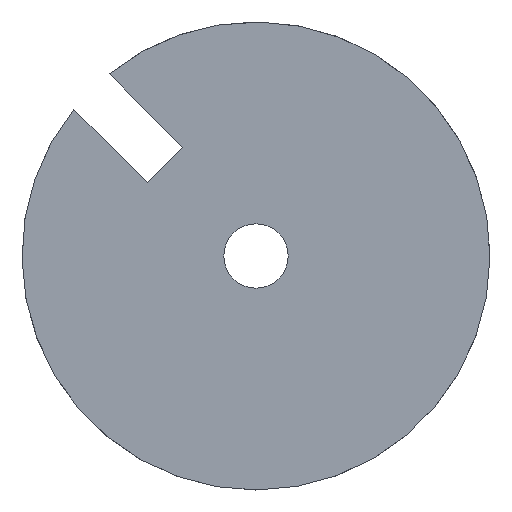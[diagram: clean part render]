
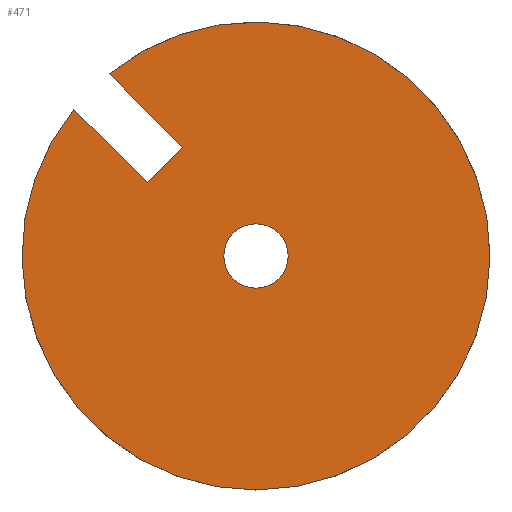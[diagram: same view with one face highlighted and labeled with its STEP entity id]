
A CAD part, front view. The second image highlights one B-rep face of the part: STEP entity #471.
In plain terms, the highlighted planar face has unit normal (0, -1, 0).
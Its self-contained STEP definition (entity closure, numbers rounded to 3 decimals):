
#21=FACE_BOUND('',#83,.T.);
#28=CIRCLE('',#523,1.1);
#29=CIRCLE('',#525,8.);
#54=FACE_OUTER_BOUND('',#82,.T.);
#82=EDGE_LOOP('',(#420,#421,#422,#423));
#83=EDGE_LOOP('',(#424));
#86=LINE('',#659,#141);
#89=LINE('',#665,#144);
#93=LINE('',#672,#148);
#141=VECTOR('',#534,10.);
#144=VECTOR('',#539,10.);
#148=VECTOR('',#545,10.);
#196=VERTEX_POINT('',#656);
#197=VERTEX_POINT('',#658);
#199=VERTEX_POINT('',#664);
#201=VERTEX_POINT('',#670);
#235=VERTEX_POINT('',#775);
#238=EDGE_CURVE('',#197,#196,#86,.T.);
#241=EDGE_CURVE('',#199,#197,#89,.T.);
#245=EDGE_CURVE('',#196,#201,#93,.T.);
#297=EDGE_CURVE('',#235,#235,#28,.T.);
#298=EDGE_CURVE('',#199,#201,#29,.T.);
#420=ORIENTED_EDGE('',*,*,#245,.T.);
#421=ORIENTED_EDGE('',*,*,#298,.F.);
#422=ORIENTED_EDGE('',*,*,#241,.T.);
#423=ORIENTED_EDGE('',*,*,#238,.T.);
#424=ORIENTED_EDGE('',*,*,#297,.F.);
#446=PLANE('',#527);
#471=ADVANCED_FACE('',(#54,#21),#446,.F.);
#523=AXIS2_PLACEMENT_3D('',#777,#641,#642);
#525=AXIS2_PLACEMENT_3D('',#779,#645,#646);
#527=AXIS2_PLACEMENT_3D('',#781,#649,#650);
#534=DIRECTION('',(-0.707,0.,-0.707));
#539=DIRECTION('',(0.707,0.,-0.707));
#545=DIRECTION('',(-0.707,0.,0.707));
#641=DIRECTION('center_axis',(0.,-1.,0.));
#642=DIRECTION('ref_axis',(1.,0.,0.));
#645=DIRECTION('center_axis',(0.,1.,0.));
#646=DIRECTION('ref_axis',(-1.,0.,0.));
#649=DIRECTION('center_axis',(0.,1.,0.));
#650=DIRECTION('ref_axis',(0.,0.,1.));
#656=CARTESIAN_POINT('',(-3.712,0.,2.51));
#658=CARTESIAN_POINT('',(-2.51,0.,3.712));
#659=CARTESIAN_POINT('',(-2.811,0.,3.412));
#664=CARTESIAN_POINT('',(-5.024,0.,6.226));
#665=CARTESIAN_POINT('',(-2.211,0.,3.413));
#670=CARTESIAN_POINT('',(-6.226,0.,5.024));
#672=CARTESIAN_POINT('',(-2.157,0.,0.955));
#775=CARTESIAN_POINT('',(-1.1,0.,0.));
#777=CARTESIAN_POINT('Origin',(0.,0.,0.));
#779=CARTESIAN_POINT('Origin',(0.,0.,0.));
#781=CARTESIAN_POINT('Origin',(0.,0.,0.));
